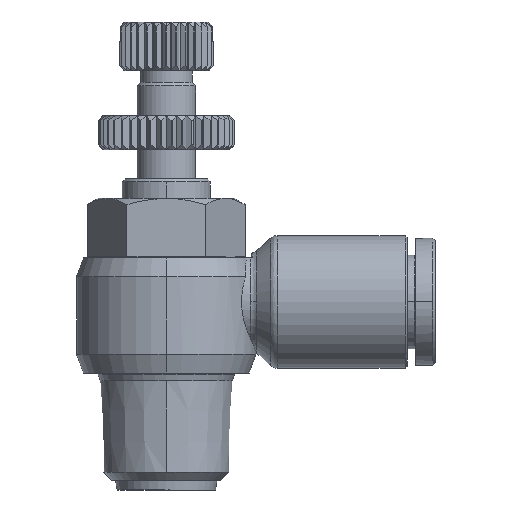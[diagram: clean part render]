
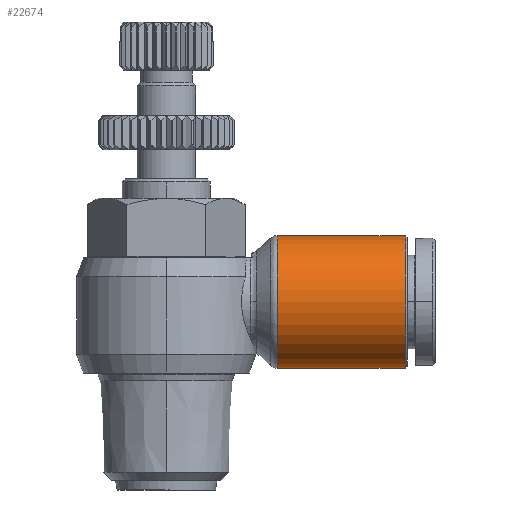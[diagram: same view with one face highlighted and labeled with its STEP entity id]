
A CAD part, front view. The second image highlights one B-rep face of the part: STEP entity #22674.
In plain terms, the highlighted cylindrical face has radius 6.8 mm (diameter 13.6 mm), a partial arc.
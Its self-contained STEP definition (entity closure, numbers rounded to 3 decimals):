
#136 = CARTESIAN_POINT ( 'NONE',  ( -7.384, 0., 6.8 ) ) ;
#562 = LINE ( 'NONE', #18780, #17726 ) ;
#1574 = CARTESIAN_POINT ( 'NONE',  ( -20.5, 0., 0. ) ) ;
#4234 = VERTEX_POINT ( 'NONE', #22817 ) ;
#4408 = FACE_OUTER_BOUND ( 'NONE', #15920, .T. ) ;
#5207 = CIRCLE ( 'NONE', #13312, 6.8 ) ;
#5708 = EDGE_CURVE ( 'NONE', #23868, #26280, #20168, .T. ) ;
#5908 = ORIENTED_EDGE ( 'NONE', *, *, #15118, .T. ) ;
#6494 = CARTESIAN_POINT ( 'NONE',  ( -20.5, 0., 6.8 ) ) ;
#8685 = EDGE_CURVE ( 'NONE', #4234, #26280, #15103, .T. ) ;
#9371 = EDGE_CURVE ( 'NONE', #4234, #23797, #5207, .T. ) ;
#10227 = CARTESIAN_POINT ( 'NONE',  ( -13., 0., 0. ) ) ;
#10409 = DIRECTION ( 'NONE',  ( 1., 0., 0. ) ) ;
#11680 = CYLINDRICAL_SURFACE ( 'NONE', #25730, 6.8 ) ;
#11813 = VECTOR ( 'NONE', #18915, 1000. ) ;
#11847 = ORIENTED_EDGE ( 'NONE', *, *, #8685, .F. ) ;
#12163 = DIRECTION ( 'NONE',  ( 0., 0., -1. ) ) ;
#13312 = AXIS2_PLACEMENT_3D ( 'NONE', #1574, #14117, #24766 ) ;
#14089 = DIRECTION ( 'NONE',  ( -1., 0., 0. ) ) ;
#14117 = DIRECTION ( 'NONE',  ( 1., 0., 0. ) ) ;
#15103 = LINE ( 'NONE', #25402, #11813 ) ;
#15118 = EDGE_CURVE ( 'NONE', #23797, #23868, #562, .T. ) ;
#15920 = EDGE_LOOP ( 'NONE', ( #16648, #5908, #24529, #11847 ) ) ;
#16648 = ORIENTED_EDGE ( 'NONE', *, *, #9371, .T. ) ;
#16860 = DIRECTION ( 'NONE',  ( 1., 0., 0. ) ) ;
#17726 = VECTOR ( 'NONE', #16860, 1000. ) ;
#18780 = CARTESIAN_POINT ( 'NONE',  ( -13., 0., 6.8 ) ) ;
#18915 = DIRECTION ( 'NONE',  ( 1., 0., 0. ) ) ;
#19123 = DIRECTION ( 'NONE',  ( 0., 0., -1. ) ) ;
#20168 = CIRCLE ( 'NONE', #26367, 6.8 ) ;
#22441 = CARTESIAN_POINT ( 'NONE',  ( -7.384, 0., 0. ) ) ;
#22674 = ADVANCED_FACE ( 'NONE', ( #4408 ), #11680, .T. ) ;
#22817 = CARTESIAN_POINT ( 'NONE',  ( -20.5, 0., -6.8 ) ) ;
#23797 = VERTEX_POINT ( 'NONE', #6494 ) ;
#23868 = VERTEX_POINT ( 'NONE', #136 ) ;
#24529 = ORIENTED_EDGE ( 'NONE', *, *, #5708, .T. ) ;
#24766 = DIRECTION ( 'NONE',  ( 0., 0., -1. ) ) ;
#25402 = CARTESIAN_POINT ( 'NONE',  ( -13., 0., -6.8 ) ) ;
#25730 = AXIS2_PLACEMENT_3D ( 'NONE', #10227, #10409, #19123 ) ;
#26280 = VERTEX_POINT ( 'NONE', #26657 ) ;
#26367 = AXIS2_PLACEMENT_3D ( 'NONE', #22441, #14089, #12163 ) ;
#26657 = CARTESIAN_POINT ( 'NONE',  ( -7.384, 0., -6.8 ) ) ;
